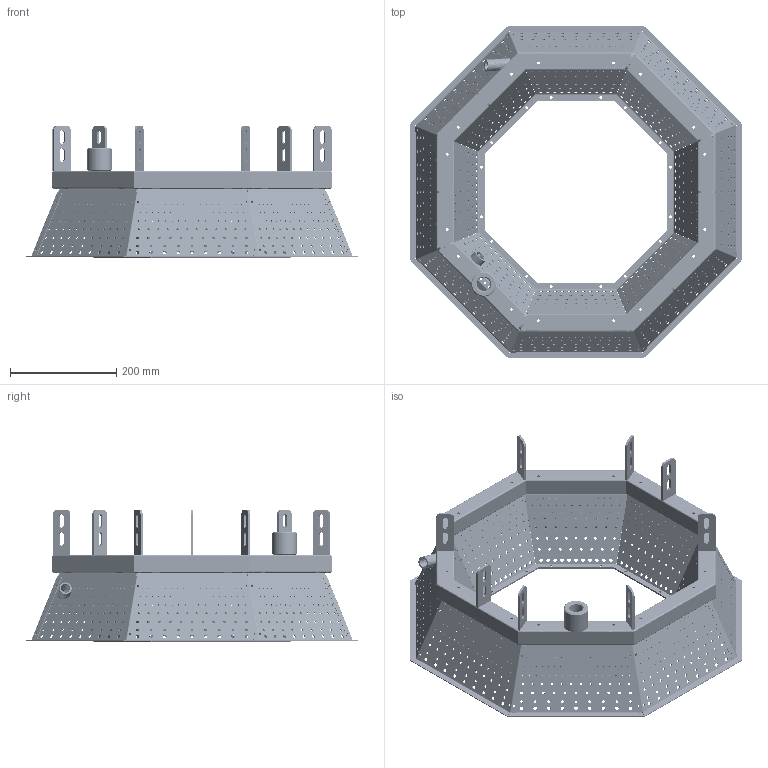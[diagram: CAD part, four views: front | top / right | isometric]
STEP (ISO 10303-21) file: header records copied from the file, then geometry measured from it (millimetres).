
FILE_DESCRIPTION(('FreeCAD Model'),'2;1');
FILE_NAME('Open CASCADE Shape Model','2025-05-01T09:52:20',('FreeCAD'),( 'FreeCAD'),'Open CASCADE STEP processor 7.6','FreeCAD','Unknown');
FILE_SCHEMA(('AUTOMOTIVE_DESIGN { 1 0 10303 214 1 1 1 1 }'));
Products named in the file (1): Open CASCADE STEP translator 7.6 1
Bounding box: 624.07 x 624.07 x 248.94 mm (x, y, z)
Volume: 1457998.8 mm3; surface area: 1582367.7 mm2
Topology: 44 solids, 44 shells, 3347 faces, 9450 edges, 6192 vertices
Faces by surface type: bspline 3347
Entity records: 140077 total; most frequent: CARTESIAN_POINT 81613, ORIENTED_EDGE 18900, EDGE_CURVE 9450, FACE_BOUND 7466, EDGE_LOOP 7466, VERTEX_POINT 6192, B_SPLINE_CURVE_WITH_KNOTS 4604, ADVANCED_FACE 3347
